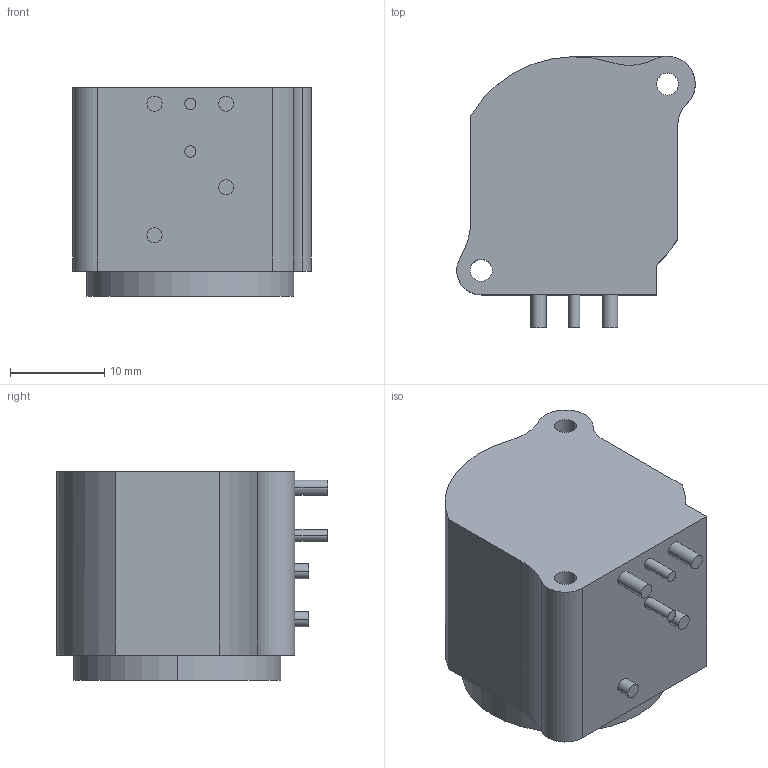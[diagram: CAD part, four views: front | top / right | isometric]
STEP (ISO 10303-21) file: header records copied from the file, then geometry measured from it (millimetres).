
FILE_DESCRIPTION((''),'2;1');
FILE_NAME('D-NC3MBH','2012-01-17T',('odo'),(''),'PRO/ENGINEER BY PARAMETRIC TECHNOLOGY CORPORATION, 2011310','PRO/ENGINEER BY PARAMETRIC TECHNOLOGY CORPORATION, 2011310','');
FILE_SCHEMA(('AUTOMOTIVE_DESIGN_CC2 { 1 2 10303 214 -1 1 5 2 }'));
Length unit declared in the file: millimetre
Products named in the file (1): D-NC3MBH
Bounding box: 25.35 x 28.85 x 22.2 mm (x, y, z)
Volume: 8818 mm3; surface area: 4365.9 mm2
Topology: 1 solids, 1 shells, 53 faces, 119 edges, 78 vertices
Faces by surface type: cylinder 33, plane 20
Entity records: 2106 total; most frequent: DIRECTION 293, CARTESIAN_POINT 250, ORIENTED_EDGE 238, COLOUR_RGB 209, AXIS2_PLACEMENT_3D 121, PRESENTATION_STYLE_ASSIGNMENT 120, STYLED_ITEM 120, CURVE_STYLE 119
